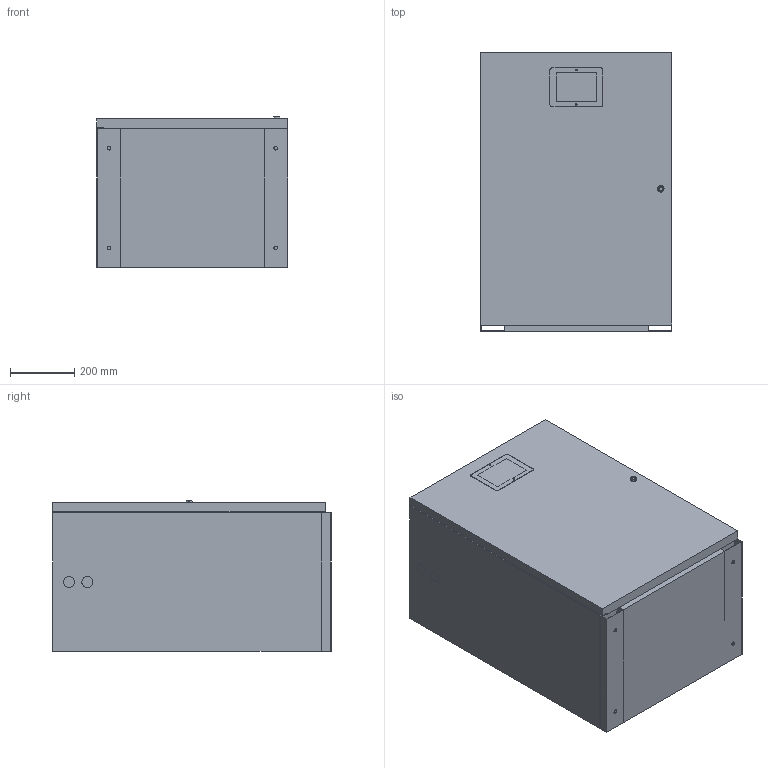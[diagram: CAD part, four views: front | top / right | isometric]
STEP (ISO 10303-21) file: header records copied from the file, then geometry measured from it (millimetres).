
FILE_DESCRIPTION (( 'STEP AP214' ), '1' );
FILE_NAME ('MW.STEP', '2025-09-12T21:29:34', ( '' ), ( '' ), 'SwSTEP 2.0', 'SolidWorks 2016', '' );
FILE_SCHEMA (( 'AUTOMOTIVE_DESIGN' ));
Length unit declared in the file: inch
Products named in the file (6): MW Item 4; MW Item 3; MW Item 2; MW Item 1; MW; WR Lock01
Assembly tree (5 placements, depth 2):
  MW
    MW Item 1
    MW Item 2
    MW Item 3
    MW Item 4
    WR Lock01
Bounding box: 599.09 x 869.95 x 469.49 mm (x, y, z)
Volume: 238596572.3 mm3; surface area: 4173735.8 mm2
Topology: 5 solids, 5 shells, 108 faces, 253 edges, 168 vertices
Faces by surface type: plane 60, cylinder 46, cone 2
Entity records: 3431 total; most frequent: DIRECTION 581, CARTESIAN_POINT 537, ORIENTED_EDGE 506, EDGE_CURVE 253, AXIS2_PLACEMENT_3D 212, VERTEX_POINT 168, VECTOR 157, LINE 157
